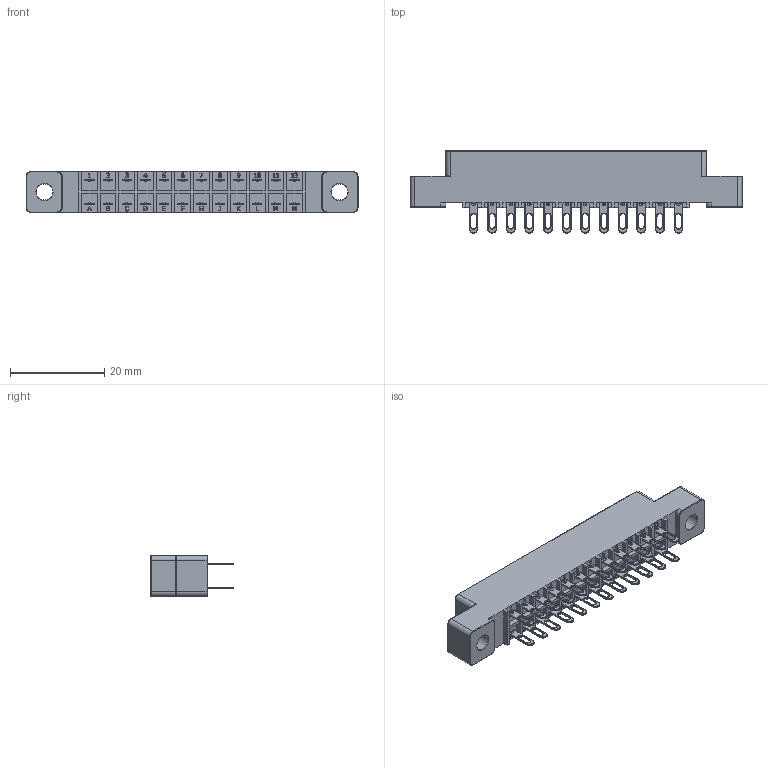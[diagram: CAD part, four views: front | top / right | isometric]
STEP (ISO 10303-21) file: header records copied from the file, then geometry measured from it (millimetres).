
FILE_DESCRIPTION(/* description */ (''),/* implementation_level */ '2;1');
FILE_NAME(/* name */ 'C64 Userport Connector.STEP',/* time_stamp */ '2019-09-15T09:11:20+02:00',/* author */ ('PCB-Tech'),/* organization */ (''),/* preprocessor_version */ 'ST-DEVELOPER v17',/* originating_system */ 'Autodesk Inventor 2019',/* authorisation */ '');
FILE_SCHEMA (('AUTOMOTIVE_DESIGN { 1 0 10303 214 3 1 1 }'));
Length unit declared in the file: millimetre
Products named in the file (4): C64 Userport Connector; Card Edge Connector 2x12 (Userport); Metallzunge; Trenner Edge Conn
Assembly tree (27 placements, depth 2):
  C64 Userport Connector
    Card Edge Connector 2x12 (Userport)
    Metallzunge  x24
    Trenner Edge Conn  x2
Bounding box: 70.56 x 17.49 x 8.71 mm (x, y, z)
Volume: 4671.1 mm3; surface area: 8635.1 mm2
Topology: 27 solids, 27 shells, 4999 faces, 12147 edges, 7256 vertices
Faces by surface type: plane 1770, cylinder 1547, torus 810, bspline 536, sphere 336
Full cylindrical faces by diameter (mm): 3.45 x2
Entity records: 55761 total; most frequent: CARTESIAN_POINT 14882, ORIENTED_EDGE 9266, DIRECTION 6913, EDGE_CURVE 4633, LINE 3383, VECTOR 3383, VERTEX_POINT 3038, EDGE_LOOP 1821
